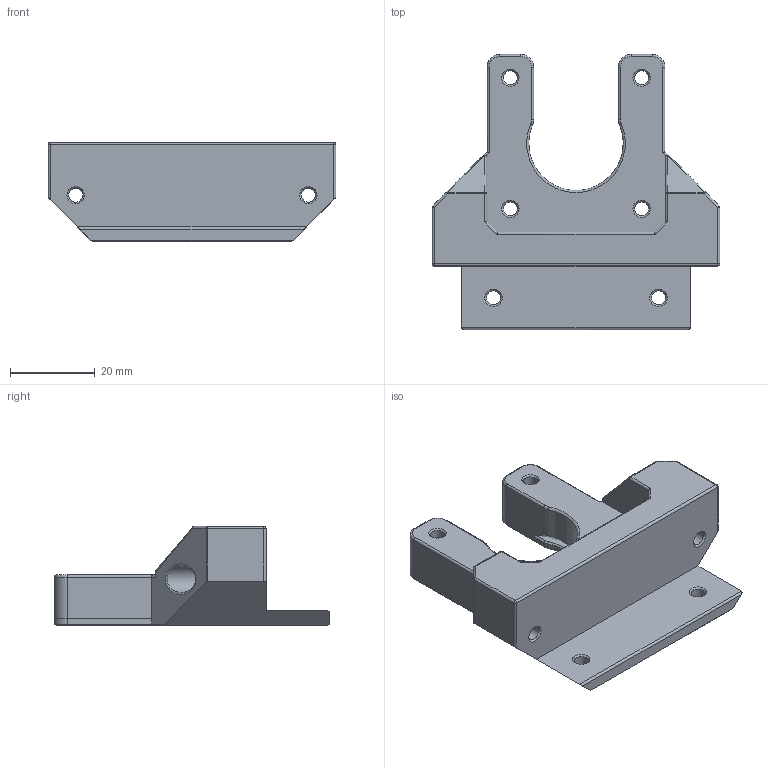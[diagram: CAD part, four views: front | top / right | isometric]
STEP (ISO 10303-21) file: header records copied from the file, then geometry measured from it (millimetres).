
FILE_DESCRIPTION(/* description */ ('STEP AP242','CAx-IF Rec.Pracs.---Representation and Presentation of Product Manufacturing Information (PMI)---4.0---2014-10-13','CAx-IF Rec.Pracs.---3D Tessellated Geometry---0.4---2014-09-14','2;1'),/* implementation_level */ '2;1');
FILE_NAME(/* name */ '6208e0d3ff096177f445dd22',/* time_stamp */ '2022-02-13T10:43:32+00:00',/* author */ (''),/* organization */ (''),/* preprocessor_version */ 'ST-DEVELOPER v18.101',/* originating_system */ ' ',/* authorisation */ ' ');
FILE_SCHEMA (('AP242_MANAGED_MODEL_BASED_3D_ENGINEERING_MIM_LF { 1 0 10303 442 1 1 4 }'));
Length unit declared in the file: metre
Products named in the file (2): Spacer; Rear Motor Mount v9
Bounding box: 68 x 65 x 23.5 mm (x, y, z)
Volume: 33741.2 mm3; surface area: 14432.4 mm2
Topology: 2 solids, 2 shells, 193 faces, 451 edges, 254 vertices
Faces by surface type: plane 64, cylinder 63, cone 47, sphere 10, torus 7, bspline 2
Full cylindrical faces by diameter (mm): 3.3 x12, 6.25 x6
Entity records: 5524 total; most frequent: CARTESIAN_POINT 1229, DIRECTION 934, ORIENTED_EDGE 782, EDGE_CURVE 391, AXIS2_PLACEMENT_3D 361, EDGE_LOOP 267, FACE_BOUND 267, VERTEX_POINT 252
